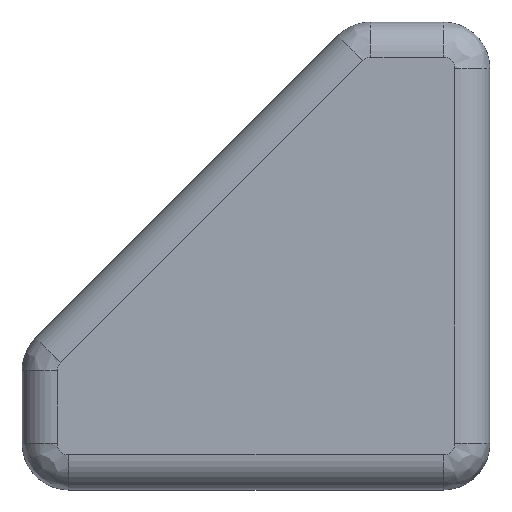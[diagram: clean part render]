
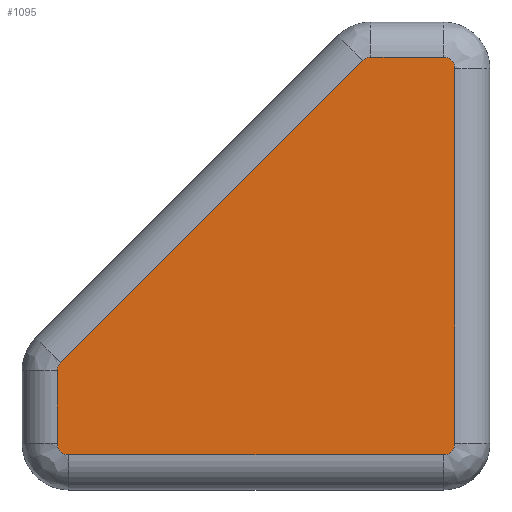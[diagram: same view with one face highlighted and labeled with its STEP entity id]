
A CAD part, top view. The second image highlights one B-rep face of the part: STEP entity #1095.
In plain terms, the highlighted planar face has unit normal (0, 0, 1).
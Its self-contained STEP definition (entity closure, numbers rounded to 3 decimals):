
#71=CIRCLE('',#1181,1.);
#73=CIRCLE('',#1184,1.);
#80=CIRCLE('',#1193,1.);
#81=CIRCLE('',#1194,1.);
#90=CIRCLE('',#1215,1.);
#130=FACE_OUTER_BOUND('',#193,.T.);
#193=EDGE_LOOP('',(#856,#857,#858,#859,#860,#861,#862,#863,#864,#865));
#253=LINE('',#1751,#351);
#256=LINE('',#1777,#354);
#258=LINE('',#1797,#356);
#259=LINE('',#1800,#357);
#262=LINE('',#1834,#360);
#351=VECTOR('',#1346,1000.);
#354=VECTOR('',#1363,1000.);
#356=VECTOR('',#1375,1000.);
#357=VECTOR('',#1378,1000.);
#360=VECTOR('',#1397,1000.);
#481=VERTEX_POINT('',#1748);
#482=VERTEX_POINT('',#1750);
#484=VERTEX_POINT('',#1764);
#487=VERTEX_POINT('',#1769);
#488=VERTEX_POINT('',#1773);
#490=VERTEX_POINT('',#1787);
#493=VERTEX_POINT('',#1795);
#494=VERTEX_POINT('',#1799);
#497=VERTEX_POINT('',#1815);
#498=VERTEX_POINT('',#1827);
#598=EDGE_CURVE('',#482,#481,#253,.T.);
#604=EDGE_CURVE('',#484,#487,#71,.T.);
#607=EDGE_CURVE('',#488,#484,#256,.T.);
#608=EDGE_CURVE('',#490,#482,#73,.T.);
#613=EDGE_CURVE('',#487,#493,#258,.T.);
#614=EDGE_CURVE('',#494,#490,#259,.T.);
#619=EDGE_CURVE('',#493,#497,#80,.T.);
#620=EDGE_CURVE('',#498,#494,#81,.T.);
#624=EDGE_CURVE('',#497,#498,#262,.T.);
#646=EDGE_CURVE('',#481,#488,#90,.T.);
#856=ORIENTED_EDGE('',*,*,#619,.T.);
#857=ORIENTED_EDGE('',*,*,#624,.T.);
#858=ORIENTED_EDGE('',*,*,#620,.T.);
#859=ORIENTED_EDGE('',*,*,#614,.T.);
#860=ORIENTED_EDGE('',*,*,#608,.T.);
#861=ORIENTED_EDGE('',*,*,#598,.T.);
#862=ORIENTED_EDGE('',*,*,#646,.T.);
#863=ORIENTED_EDGE('',*,*,#607,.T.);
#864=ORIENTED_EDGE('',*,*,#604,.T.);
#865=ORIENTED_EDGE('',*,*,#613,.T.);
#1042=PLANE('',#1214);
#1095=ADVANCED_FACE('',(#130),#1042,.T.);
#1181=AXIS2_PLACEMENT_3D('',#1771,#1356,#1357);
#1184=AXIS2_PLACEMENT_3D('',#1788,#1364,#1365);
#1193=AXIS2_PLACEMENT_3D('',#1817,#1386,#1387);
#1194=AXIS2_PLACEMENT_3D('',#1828,#1388,#1389);
#1214=AXIS2_PLACEMENT_3D('',#1876,#1445,#1446);
#1215=AXIS2_PLACEMENT_3D('',#1877,#1447,#1448);
#1346=DIRECTION('',(1.,0.,0.));
#1356=DIRECTION('center_axis',(0.,0.,
1.));
#1357=DIRECTION('ref_axis',(0.,1.,0.));
#1363=DIRECTION('',(0.,1.,0.));
#1364=DIRECTION('center_axis',(0.,0.,
1.));
#1365=DIRECTION('ref_axis',(0.,1.,0.));
#1375=DIRECTION('',(-1.,0.,0.));
#1378=DIRECTION('',(0.,-1.,0.));
#1386=DIRECTION('center_axis',(0.,0.,
1.));
#1387=DIRECTION('ref_axis',(0.,1.,0.));
#1388=DIRECTION('center_axis',(0.,0.,
1.));
#1389=DIRECTION('ref_axis',(0.,1.,0.));
#1397=DIRECTION('',(-0.707,-0.707,0.));
#1445=DIRECTION('center_axis',(0.,0.,
1.));
#1446=DIRECTION('ref_axis',(0.,1.,0.));
#1447=DIRECTION('center_axis',(0.,0.,
1.));
#1448=DIRECTION('ref_axis',(0.,1.,0.));
#1748=CARTESIAN_POINT('',(16.,-17.,4.));
#1750=CARTESIAN_POINT('',(-16.,-17.,4.));
#1751=CARTESIAN_POINT('',(16.,-17.,4.));
#1764=CARTESIAN_POINT('',(17.,16.,4.));
#1769=CARTESIAN_POINT('',(16.,17.,4.));
#1771=CARTESIAN_POINT('Origin',(16.,16.,4.));
#1773=CARTESIAN_POINT('',(17.,-16.,4.));
#1777=CARTESIAN_POINT('',(17.,-16.,4.));
#1787=CARTESIAN_POINT('',(-17.,-16.,4.));
#1788=CARTESIAN_POINT('Origin',(-16.,-16.,4.));
#1795=CARTESIAN_POINT('',(9.826,17.,4.));
#1797=CARTESIAN_POINT('',(16.,17.,4.));
#1799=CARTESIAN_POINT('',(-17.,-9.826,4.));
#1800=CARTESIAN_POINT('',(-17.,-16.,4.));
#1815=CARTESIAN_POINT('',(9.119,16.707,4.));
#1817=CARTESIAN_POINT('Origin',(9.826,16.,4.));
#1827=CARTESIAN_POINT('',(-16.707,-9.119,4.));
#1828=CARTESIAN_POINT('Origin',(-16.,-9.826,4.));
#1834=CARTESIAN_POINT('',(-3.794,3.794,4.));
#1876=CARTESIAN_POINT('Origin',(16.,-16.,4.));
#1877=CARTESIAN_POINT('Origin',(16.,-16.,4.));
